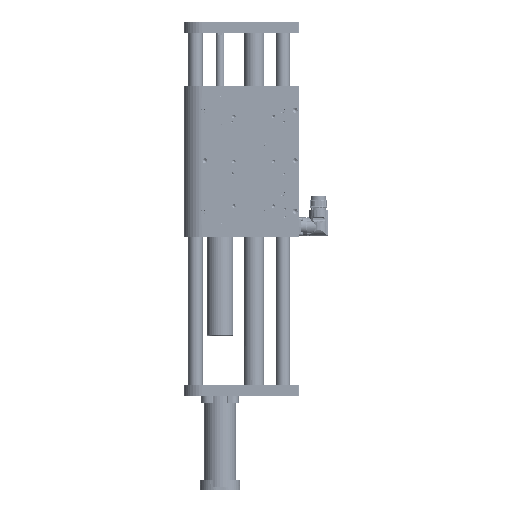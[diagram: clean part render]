
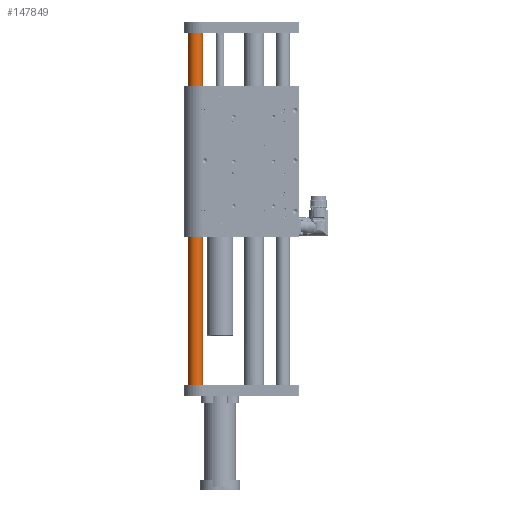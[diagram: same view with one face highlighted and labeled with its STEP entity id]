
A CAD part, left-side view. The second image highlights one B-rep face of the part: STEP entity #147849.
In plain terms, the highlighted cylindrical face has radius 10 mm (diameter 20 mm), a full revolution.
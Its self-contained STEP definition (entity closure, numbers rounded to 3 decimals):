
#45281 = VERTEX_POINT ( 'NONE', #54214 ) ;
#49139 = DIRECTION ( 'NONE',  ( 1., 0., 0. ) ) ;
#49661 = EDGE_LOOP ( 'NONE', ( #153116 ) ) ;
#50739 = FACE_OUTER_BOUND ( 'NONE', #49661, .T. ) ;
#52355 = ORIENTED_EDGE ( 'NONE', *, *, #100980, .F. ) ;
#54214 = CARTESIAN_POINT ( 'NONE',  ( 10., 0., 246. ) ) ;
#58013 = CARTESIAN_POINT ( 'NONE',  ( 10., 0., -246. ) ) ;
#63680 = CYLINDRICAL_SURFACE ( 'NONE', #74577, 10. ) ;
#64931 = EDGE_LOOP ( 'NONE', ( #52355 ) ) ;
#71945 = FACE_OUTER_BOUND ( 'NONE', #64931, .T. ) ;
#73927 = AXIS2_PLACEMENT_3D ( 'NONE', #82200, #97681, #83798 ) ;
#74577 = AXIS2_PLACEMENT_3D ( 'NONE', #112682, #138865, #49139 ) ;
#74874 = CIRCLE ( 'NONE', #150395, 10. ) ;
#82200 = CARTESIAN_POINT ( 'NONE',  ( 0., 0., 246. ) ) ;
#83798 = DIRECTION ( 'NONE',  ( 1., 0., 0. ) ) ;
#85757 = CARTESIAN_POINT ( 'NONE',  ( 0., 0., -246. ) ) ;
#97681 = DIRECTION ( 'NONE',  ( 0., 0., 1. ) ) ;
#100079 = CIRCLE ( 'NONE', #73927, 10. ) ;
#100980 = EDGE_CURVE ( 'NONE', #45281, #45281, #100079, .T. ) ;
#112682 = CARTESIAN_POINT ( 'NONE',  ( 0., 0., 402. ) ) ;
#129966 = EDGE_CURVE ( 'NONE', #146161, #146161, #74874, .T. ) ;
#135591 = DIRECTION ( 'NONE',  ( 0., 0., 1. ) ) ;
#137209 = DIRECTION ( 'NONE',  ( 1., 0., 0. ) ) ;
#138865 = DIRECTION ( 'NONE',  ( 0., 0., 1. ) ) ;
#146161 = VERTEX_POINT ( 'NONE', #58013 ) ;
#147849 = ADVANCED_FACE ( 'NONE', ( #71945, #50739 ), #63680, .T. ) ;
#150395 = AXIS2_PLACEMENT_3D ( 'NONE', #85757, #135591, #137209 ) ;
#153116 = ORIENTED_EDGE ( 'NONE', *, *, #129966, .T. ) ;
